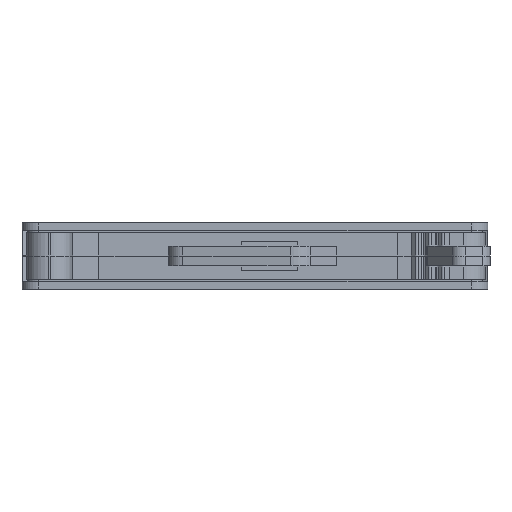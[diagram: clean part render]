
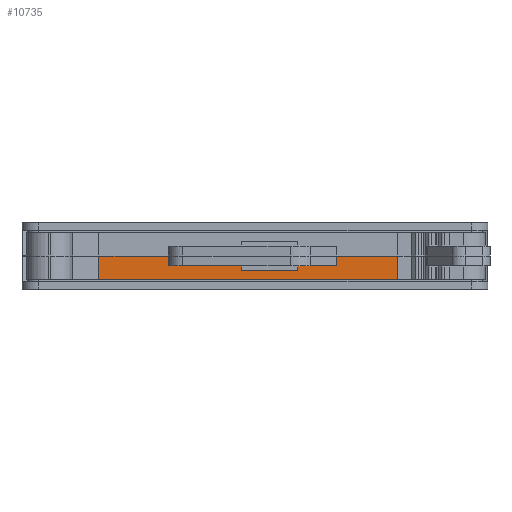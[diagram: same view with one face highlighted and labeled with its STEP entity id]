
A CAD part, front view. The second image highlights one B-rep face of the part: STEP entity #10735.
In plain terms, the highlighted planar face has unit normal (0, -1, 0).
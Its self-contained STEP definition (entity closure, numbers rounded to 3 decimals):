
#11 = EDGE_CURVE ( 'NONE', #497, #1597, #19308, .T. ) ;
#429 = LINE ( 'NONE', #19087, #19077 ) ;
#497 = VERTEX_POINT ( 'NONE', #4929 ) ;
#700 = LINE ( 'NONE', #17895, #5045 ) ;
#1340 = FACE_OUTER_BOUND ( 'NONE', #3426, .T. ) ;
#1342 = VECTOR ( 'NONE', #10632, 1000. ) ;
#1597 = VERTEX_POINT ( 'NONE', #11500 ) ;
#1731 = CARTESIAN_POINT ( 'NONE',  ( -6.619, -18.768, 0.308 ) ) ;
#2122 = ORIENTED_EDGE ( 'NONE', *, *, #5596, .F. ) ;
#2286 = CARTESIAN_POINT ( 'NONE',  ( 11.181, -18.768, 9.108 ) ) ;
#2426 = ORIENTED_EDGE ( 'NONE', *, *, #7279, .T. ) ;
#2741 = EDGE_CURVE ( 'NONE', #22263, #1597, #11416, .T. ) ;
#2960 = VECTOR ( 'NONE', #3663, 1000. ) ;
#3086 = AXIS2_PLACEMENT_3D ( 'NONE', #2286, #15281, #4140 ) ;
#3088 = DIRECTION ( 'NONE',  ( -1., 0., 0. ) ) ;
#3426 = EDGE_LOOP ( 'NONE', ( #7987, #13534, #6456, #13231, #17823, #13649, #2122, #7820, #11140, #2426, #6468, #22461 ) ) ;
#3663 = DIRECTION ( 'NONE',  ( 0., 0., 1. ) ) ;
#3737 = DIRECTION ( 'NONE',  ( 1., 0., 0. ) ) ;
#4140 = DIRECTION ( 'NONE',  ( 0., 0., 1. ) ) ;
#4148 = LINE ( 'NONE', #8414, #13434 ) ;
#4475 = LINE ( 'NONE', #7731, #18132 ) ;
#4763 = DIRECTION ( 'NONE',  ( 0., 0., 1. ) ) ;
#4929 = CARTESIAN_POINT ( 'NONE',  ( 2.131, -18.768, 0.308 ) ) ;
#5045 = VECTOR ( 'NONE', #8625, 1000. ) ;
#5162 = EDGE_CURVE ( 'NONE', #16759, #19674, #429, .T. ) ;
#5596 = EDGE_CURVE ( 'NONE', #10443, #16044, #9679, .T. ) ;
#5615 = EDGE_CURVE ( 'NONE', #7094, #10443, #21650, .T. ) ;
#5935 = CARTESIAN_POINT ( 'NONE',  ( -15.792, -18.768, 1.208 ) ) ;
#6014 = EDGE_CURVE ( 'NONE', #8526, #19674, #15602, .T. ) ;
#6456 = ORIENTED_EDGE ( 'NONE', *, *, #2741, .T. ) ;
#6468 = ORIENTED_EDGE ( 'NONE', *, *, #7006, .F. ) ;
#6596 = CARTESIAN_POINT ( 'NONE',  ( -9.5, -18.768, 1.208 ) ) ;
#6651 = EDGE_CURVE ( 'NONE', #8526, #22263, #700, .T. ) ;
#7006 = EDGE_CURVE ( 'NONE', #16759, #7694, #4475, .T. ) ;
#7094 = VERTEX_POINT ( 'NONE', #17336 ) ;
#7279 = EDGE_CURVE ( 'NONE', #10830, #7694, #9656, .T. ) ;
#7694 = VERTEX_POINT ( 'NONE', #5935 ) ;
#7731 = CARTESIAN_POINT ( 'NONE',  ( -15.792, -18.768, -9.497 ) ) ;
#7820 = ORIENTED_EDGE ( 'NONE', *, *, #5615, .F. ) ;
#7987 = ORIENTED_EDGE ( 'NONE', *, *, #6014, .F. ) ;
#8414 = CARTESIAN_POINT ( 'NONE',  ( -2.919, -18.768, -0.142 ) ) ;
#8526 = VERTEX_POINT ( 'NONE', #10841 ) ;
#8625 = DIRECTION ( 'NONE',  ( -1., 0., 0. ) ) ;
#9150 = VECTOR ( 'NONE', #4763, 1000. ) ;
#9182 = DIRECTION ( 'NONE',  ( 0., 0., -1. ) ) ;
#9608 = CARTESIAN_POINT ( 'NONE',  ( -6.619, -18.768, 0.308 ) ) ;
#9656 = LINE ( 'NONE', #10396, #23953 ) ;
#9679 = LINE ( 'NONE', #20369, #14037 ) ;
#10046 = CARTESIAN_POINT ( 'NONE',  ( 11.181, -18.768, -0.892 ) ) ;
#10287 = DIRECTION ( 'NONE',  ( 1., 0., 0. ) ) ;
#10367 = CARTESIAN_POINT ( 'NONE',  ( -9.5, -18.768, 0.308 ) ) ;
#10396 = CARTESIAN_POINT ( 'NONE',  ( 11.181, -18.768, 1.208 ) ) ;
#10443 = VERTEX_POINT ( 'NONE', #10577 ) ;
#10577 = CARTESIAN_POINT ( 'NONE',  ( -2.919, -18.768, 0.308 ) ) ;
#10632 = DIRECTION ( 'NONE',  ( 0., 0., -1. ) ) ;
#10735 = ADVANCED_FACE ( 'NONE', ( #1340 ), #20767, .F. ) ;
#10830 = VERTEX_POINT ( 'NONE', #6596 ) ;
#10841 = CARTESIAN_POINT ( 'NONE',  ( 11.181, -18.768, 1.208 ) ) ;
#11140 = ORIENTED_EDGE ( 'NONE', *, *, #16368, .T. ) ;
#11185 = CARTESIAN_POINT ( 'NONE',  ( -2.919, -18.768, -0.142 ) ) ;
#11416 = LINE ( 'NONE', #11607, #15800 ) ;
#11500 = CARTESIAN_POINT ( 'NONE',  ( 5.614, -18.768, 0.308 ) ) ;
#11607 = CARTESIAN_POINT ( 'NONE',  ( 5.614, -18.768, 0.308 ) ) ;
#11710 = VECTOR ( 'NONE', #3737, 1000. ) ;
#12894 = CARTESIAN_POINT ( 'NONE',  ( 5.614, -18.768, 1.208 ) ) ;
#13035 = EDGE_CURVE ( 'NONE', #20889, #497, #17229, .T. ) ;
#13231 = ORIENTED_EDGE ( 'NONE', *, *, #11, .F. ) ;
#13433 = DIRECTION ( 'NONE',  ( 1., 0., 0. ) ) ;
#13434 = VECTOR ( 'NONE', #10287, 1000. ) ;
#13534 = ORIENTED_EDGE ( 'NONE', *, *, #6651, .T. ) ;
#13649 = ORIENTED_EDGE ( 'NONE', *, *, #21431, .F. ) ;
#14037 = VECTOR ( 'NONE', #9182, 1000. ) ;
#14041 = CARTESIAN_POINT ( 'NONE',  ( 2.131, -18.768, -0.142 ) ) ;
#14780 = CARTESIAN_POINT ( 'NONE',  ( 2.131, -18.768, -0.142 ) ) ;
#15141 = CARTESIAN_POINT ( 'NONE',  ( -15.792, -18.768, -0.892 ) ) ;
#15281 = DIRECTION ( 'NONE',  ( 0., 1., 0. ) ) ;
#15602 = LINE ( 'NONE', #21814, #1342 ) ;
#15800 = VECTOR ( 'NONE', #17241, 1000. ) ;
#16044 = VERTEX_POINT ( 'NONE', #11185 ) ;
#16368 = EDGE_CURVE ( 'NONE', #7094, #10830, #19082, .T. ) ;
#16759 = VERTEX_POINT ( 'NONE', #15141 ) ;
#17229 = LINE ( 'NONE', #14780, #2960 ) ;
#17241 = DIRECTION ( 'NONE',  ( 0., 0., -1. ) ) ;
#17336 = CARTESIAN_POINT ( 'NONE',  ( -9.5, -18.768, 0.308 ) ) ;
#17823 = ORIENTED_EDGE ( 'NONE', *, *, #13035, .F. ) ;
#17895 = CARTESIAN_POINT ( 'NONE',  ( 11.181, -18.768, 1.208 ) ) ;
#18132 = VECTOR ( 'NONE', #20773, 1000. ) ;
#18689 = VECTOR ( 'NONE', #20824, 1000. ) ;
#19077 = VECTOR ( 'NONE', #13433, 1000. ) ;
#19082 = LINE ( 'NONE', #10367, #9150 ) ;
#19087 = CARTESIAN_POINT ( 'NONE',  ( 11.181, -18.768, -0.892 ) ) ;
#19308 = LINE ( 'NONE', #9608, #18689 ) ;
#19674 = VERTEX_POINT ( 'NONE', #10046 ) ;
#20369 = CARTESIAN_POINT ( 'NONE',  ( -2.919, -18.768, 2.558 ) ) ;
#20767 = PLANE ( 'NONE',  #3086 ) ;
#20773 = DIRECTION ( 'NONE',  ( 0., 0., 1. ) ) ;
#20824 = DIRECTION ( 'NONE',  ( 1., 0., 0. ) ) ;
#20889 = VERTEX_POINT ( 'NONE', #14041 ) ;
#21431 = EDGE_CURVE ( 'NONE', #16044, #20889, #4148, .T. ) ;
#21650 = LINE ( 'NONE', #1731, #11710 ) ;
#21814 = CARTESIAN_POINT ( 'NONE',  ( 11.181, -18.768, 13.608 ) ) ;
#22263 = VERTEX_POINT ( 'NONE', #12894 ) ;
#22461 = ORIENTED_EDGE ( 'NONE', *, *, #5162, .T. ) ;
#23953 = VECTOR ( 'NONE', #3088, 1000. ) ;
